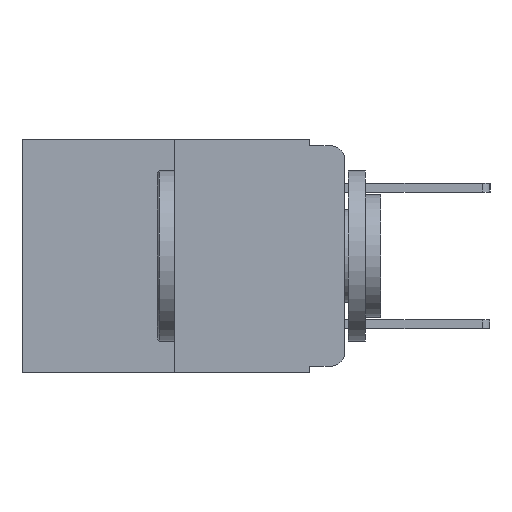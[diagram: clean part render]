
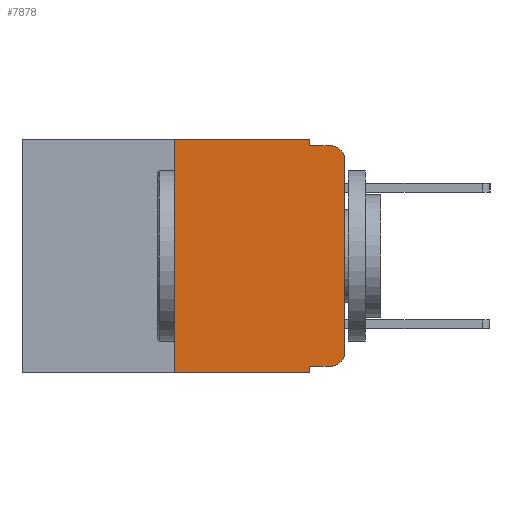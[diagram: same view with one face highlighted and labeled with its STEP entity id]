
A CAD part, left-side view. The second image highlights one B-rep face of the part: STEP entity #7878.
In plain terms, the highlighted planar face has unit normal (-1, 0, 0).
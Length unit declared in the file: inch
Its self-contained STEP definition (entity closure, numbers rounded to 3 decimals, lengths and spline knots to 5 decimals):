
#667 = EDGE_CURVE ( 'NONE', #3626, #3647, #9167, .T. ) ;
#739 = CARTESIAN_POINT ( 'NONE',  ( 0., 0.051, 0. ) ) ;
#1013 = VERTEX_POINT ( 'NONE', #9351 ) ;
#1062 = DIRECTION ( 'NONE',  ( 0., 0., -1. ) ) ;
#1280 = ORIENTED_EDGE ( 'NONE', *, *, #11990, .F. ) ;
#1296 = VERTEX_POINT ( 'NONE', #1680 ) ;
#1457 = VERTEX_POINT ( 'NONE', #6678 ) ;
#1501 = ORIENTED_EDGE ( 'NONE', *, *, #2395, .T. ) ;
#1539 = EDGE_CURVE ( 'NONE', #1013, #3647, #6558, .T. ) ;
#1680 = CARTESIAN_POINT ( 'NONE',  ( 0., 0.02, -0.333 ) ) ;
#2058 = DIRECTION ( 'NONE',  ( 0., -1., 0. ) ) ;
#2111 = CARTESIAN_POINT ( 'NONE',  ( 0., 0.02, -0.01 ) ) ;
#2156 = CARTESIAN_POINT ( 'NONE',  ( 0., 0., -0.313 ) ) ;
#2395 = EDGE_CURVE ( 'NONE', #8973, #1013, #12003, .T. ) ;
#2488 = ORIENTED_EDGE ( 'NONE', *, *, #10294, .T. ) ;
#2523 = VECTOR ( 'NONE', #10622, 39.37008 ) ;
#2857 = VERTEX_POINT ( 'NONE', #9702 ) ;
#2927 = VECTOR ( 'NONE', #7041, 39.37008 ) ;
#3545 = CARTESIAN_POINT ( 'NONE',  ( 0., 0.02, -0.313 ) ) ;
#3580 = EDGE_CURVE ( 'NONE', #6459, #9633, #7634, .T. ) ;
#3626 = VERTEX_POINT ( 'NONE', #11570 ) ;
#3647 = VERTEX_POINT ( 'NONE', #2111 ) ;
#3834 = LINE ( 'NONE', #9635, #8585 ) ;
#3951 = DIRECTION ( 'NONE',  ( 0., 0., -1. ) ) ;
#4056 = ORIENTED_EDGE ( 'NONE', *, *, #10908, .T. ) ;
#4066 = DIRECTION ( 'NONE',  ( 0., 0., -1. ) ) ;
#4135 = CARTESIAN_POINT ( 'NONE',  ( 0., 0.051, -0.343 ) ) ;
#4167 = DIRECTION ( 'NONE',  ( -1., 0., 0. ) ) ;
#4212 = CARTESIAN_POINT ( 'NONE',  ( 0., 0.02, -0.03 ) ) ;
#4245 = ORIENTED_EDGE ( 'NONE', *, *, #3580, .T. ) ;
#4378 = CARTESIAN_POINT ( 'NONE',  ( 0., 0.473, 0. ) ) ;
#4497 = DIRECTION ( 'NONE',  ( 0., 0., -1. ) ) ;
#4776 = ORIENTED_EDGE ( 'NONE', *, *, #11483, .F. ) ;
#4902 = VECTOR ( 'NONE', #3951, 39.37008 ) ;
#5137 = CARTESIAN_POINT ( 'NONE',  ( 0., 0.25, 0. ) ) ;
#5149 = VECTOR ( 'NONE', #2058, 39.37008 ) ;
#5178 = ORIENTED_EDGE ( 'NONE', *, *, #1539, .T. ) ;
#5214 = LINE ( 'NONE', #5137, #2523 ) ;
#5238 = CARTESIAN_POINT ( 'NONE',  ( 0., 0.051, -0.333 ) ) ;
#5934 = DIRECTION ( 'NONE',  ( 0., -1., 0. ) ) ;
#6083 = CARTESIAN_POINT ( 'NONE',  ( 0., 0.473, -0.343 ) ) ;
#6326 = PLANE ( 'NONE',  #10840 ) ;
#6459 = VERTEX_POINT ( 'NONE', #11729 ) ;
#6558 = CIRCLE ( 'NONE', #11510, 0.02 ) ;
#6678 = CARTESIAN_POINT ( 'NONE',  ( 0., 0.051, 0. ) ) ;
#7041 = DIRECTION ( 'NONE',  ( 0., 0., -1. ) ) ;
#7251 = DIRECTION ( 'NONE',  ( 1., 0., 0. ) ) ;
#7275 = CARTESIAN_POINT ( 'NONE',  ( 0., 0.051, -0.01 ) ) ;
#7427 = LINE ( 'NONE', #5238, #11913 ) ;
#7634 = LINE ( 'NONE', #6083, #5149 ) ;
#7878 = ADVANCED_FACE ( 'NONE', ( #11609 ), #6326, .F. ) ;
#8085 = CARTESIAN_POINT ( 'NONE',  ( 0., 0.051, -0.333 ) ) ;
#8265 = VERTEX_POINT ( 'NONE', #8085 ) ;
#8270 = ORIENTED_EDGE ( 'NONE', *, *, #667, .F. ) ;
#8334 = DIRECTION ( 'NONE',  ( 0., 0., 1. ) ) ;
#8585 = VECTOR ( 'NONE', #5934, 39.37008 ) ;
#8829 = AXIS2_PLACEMENT_3D ( 'NONE', #3545, #10073, #4497 ) ;
#8973 = VERTEX_POINT ( 'NONE', #2156 ) ;
#9167 = LINE ( 'NONE', #7275, #11272 ) ;
#9351 = CARTESIAN_POINT ( 'NONE',  ( 0., 0., -0.03 ) ) ;
#9501 = ORIENTED_EDGE ( 'NONE', *, *, #12056, .F. ) ;
#9545 = CARTESIAN_POINT ( 'NONE',  ( 0., 0.051, 0. ) ) ;
#9633 = VERTEX_POINT ( 'NONE', #4135 ) ;
#9635 = CARTESIAN_POINT ( 'NONE',  ( 0., 0.473, 0. ) ) ;
#9647 = VECTOR ( 'NONE', #8334, 39.37008 ) ;
#9702 = CARTESIAN_POINT ( 'NONE',  ( 0., 0.25, 0. ) ) ;
#10073 = DIRECTION ( 'NONE',  ( -1., 0., 0. ) ) ;
#10188 = EDGE_LOOP ( 'NONE', ( #1501, #5178, #8270, #11860, #1280, #9501, #4245, #4776, #4056, #2488 ) ) ;
#10294 = EDGE_CURVE ( 'NONE', #1296, #8973, #12202, .T. ) ;
#10386 = DIRECTION ( 'NONE',  ( 0., -1., 0. ) ) ;
#10399 = LINE ( 'NONE', #739, #2927 ) ;
#10622 = DIRECTION ( 'NONE',  ( 0., 0., 1. ) ) ;
#10840 = AXIS2_PLACEMENT_3D ( 'NONE', #4378, #7251, #1062 ) ;
#10908 = EDGE_CURVE ( 'NONE', #8265, #1296, #7427, .T. ) ;
#11272 = VECTOR ( 'NONE', #10386, 39.37008 ) ;
#11483 = EDGE_CURVE ( 'NONE', #8265, #9633, #10399, .T. ) ;
#11510 = AXIS2_PLACEMENT_3D ( 'NONE', #4212, #4167, #4066 ) ;
#11570 = CARTESIAN_POINT ( 'NONE',  ( 0., 0.051, -0.01 ) ) ;
#11609 = FACE_OUTER_BOUND ( 'NONE', #10188, .T. ) ;
#11729 = CARTESIAN_POINT ( 'NONE',  ( 0., 0.25, -0.343 ) ) ;
#11860 = ORIENTED_EDGE ( 'NONE', *, *, #12651, .F. ) ;
#11913 = VECTOR ( 'NONE', #12491, 39.37008 ) ;
#11990 = EDGE_CURVE ( 'NONE', #2857, #1457, #3834, .T. ) ;
#12003 = LINE ( 'NONE', #12356, #9647 ) ;
#12056 = EDGE_CURVE ( 'NONE', #6459, #2857, #5214, .T. ) ;
#12157 = LINE ( 'NONE', #9545, #4902 ) ;
#12202 = CIRCLE ( 'NONE', #8829, 0.02 ) ;
#12356 = CARTESIAN_POINT ( 'NONE',  ( 0., 0., 0. ) ) ;
#12491 = DIRECTION ( 'NONE',  ( 0., -1., 0. ) ) ;
#12651 = EDGE_CURVE ( 'NONE', #1457, #3626, #12157, .T. ) ;
